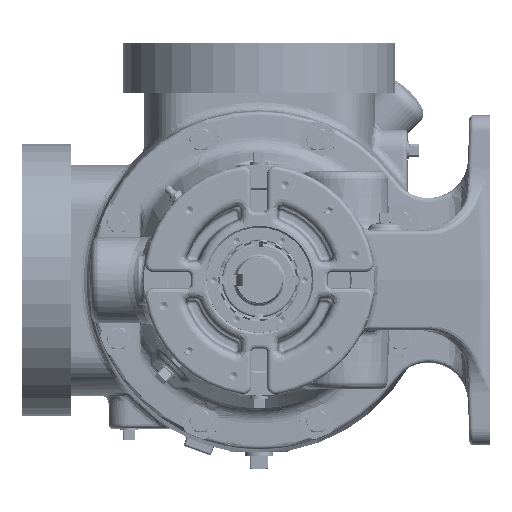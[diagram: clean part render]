
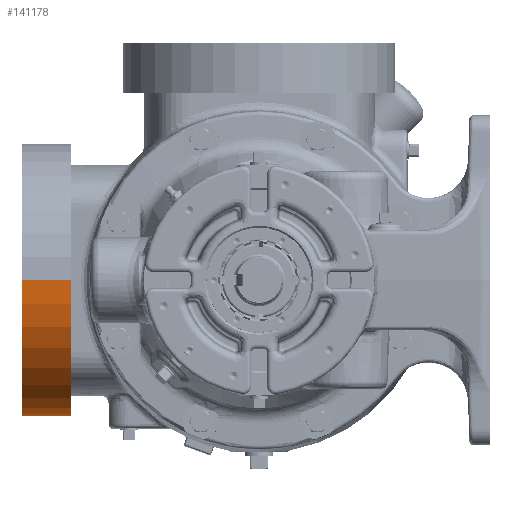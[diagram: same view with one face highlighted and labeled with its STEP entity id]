
A CAD part, left-side view. The second image highlights one B-rep face of the part: STEP entity #141178.
In plain terms, the highlighted cylindrical face has radius 104.775 mm (diameter 209.55 mm), a partial arc.
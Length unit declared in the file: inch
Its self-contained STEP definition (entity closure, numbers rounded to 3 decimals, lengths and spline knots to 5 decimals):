
#6540 = EDGE_CURVE ( 'NONE', #189910, #123609, #186985, .T. ) ;
#21278 = DIRECTION ( 'NONE',  ( 0., -1., 0. ) ) ;
#21328 = DIRECTION ( 'NONE',  ( -1., 0., 0. ) ) ;
#24905 = CARTESIAN_POINT ( 'NONE',  ( 3.345, 5.6875, 0. ) ) ;
#25129 = CARTESIAN_POINT ( 'NONE',  ( 7.47, 5.09404, 0. ) ) ;
#43251 = VERTEX_POINT ( 'NONE', #214802 ) ;
#47245 = ORIENTED_EDGE ( 'NONE', *, *, #234357, .F. ) ;
#52668 = VECTOR ( 'NONE', #135736, 39.37008 ) ;
#59205 = DIRECTION ( 'NONE',  ( 0., -1., 0. ) ) ;
#63745 = ORIENTED_EDGE ( 'NONE', *, *, #6540, .T. ) ;
#73259 = LINE ( 'NONE', #97930, #52668 ) ;
#76669 = CARTESIAN_POINT ( 'NONE',  ( 7.47, 5.6875, 0. ) ) ;
#82041 = CIRCLE ( 'NONE', #202230, 4.125 ) ;
#82569 = CARTESIAN_POINT ( 'NONE',  ( 3.345, 7.1875, 0. ) ) ;
#84881 = DIRECTION ( 'NONE',  ( 0., -1., 0. ) ) ;
#97930 = CARTESIAN_POINT ( 'NONE',  ( -0.78, 5.09404, 0. ) ) ;
#99150 = EDGE_LOOP ( 'NONE', ( #63745, #115281, #153711, #47245 ) ) ;
#103811 = AXIS2_PLACEMENT_3D ( 'NONE', #82569, #59205, #21328 ) ;
#108688 = VECTOR ( 'NONE', #21278, 39.37008 ) ;
#115281 = ORIENTED_EDGE ( 'NONE', *, *, #257086, .T. ) ;
#123609 = VERTEX_POINT ( 'NONE', #130672 ) ;
#126570 = DIRECTION ( 'NONE',  ( -1., 0., 0. ) ) ;
#130301 = CARTESIAN_POINT ( 'NONE',  ( 3.345, 5.09404, 0. ) ) ;
#130672 = CARTESIAN_POINT ( 'NONE',  ( 7.47, 7.1875, 0. ) ) ;
#132869 = FACE_OUTER_BOUND ( 'NONE', #99150, .T. ) ;
#135736 = DIRECTION ( 'NONE',  ( 0., -1., 0. ) ) ;
#141178 = ADVANCED_FACE ( 'Defeatured_0_277', ( #132869 ), #247672, .T. ) ;
#152935 = VERTEX_POINT ( 'NONE', #76669 ) ;
#153711 = ORIENTED_EDGE ( 'NONE', *, *, #236495, .F. ) ;
#164595 = LINE ( 'NONE', #25129, #108688 ) ;
#171813 = AXIS2_PLACEMENT_3D ( 'NONE', #130301, #209816, #171985 ) ;
#171985 = DIRECTION ( 'NONE',  ( -1., 0., 0. ) ) ;
#186985 = CIRCLE ( 'NONE', #103811, 4.125 ) ;
#189910 = VERTEX_POINT ( 'NONE', #205647 ) ;
#202230 = AXIS2_PLACEMENT_3D ( 'NONE', #24905, #84881, #126570 ) ;
#205647 = CARTESIAN_POINT ( 'NONE',  ( -0.78, 7.1875, 0. ) ) ;
#209816 = DIRECTION ( 'NONE',  ( 0., -1., 0. ) ) ;
#214802 = CARTESIAN_POINT ( 'NONE',  ( -0.78, 5.6875, 0. ) ) ;
#234357 = EDGE_CURVE ( 'NONE', #189910, #43251, #73259, .T. ) ;
#236495 = EDGE_CURVE ( 'NONE', #43251, #152935, #82041, .T. ) ;
#247672 = CYLINDRICAL_SURFACE ( 'NONE', #171813, 4.125 ) ;
#257086 = EDGE_CURVE ( 'NONE', #123609, #152935, #164595, .T. ) ;
